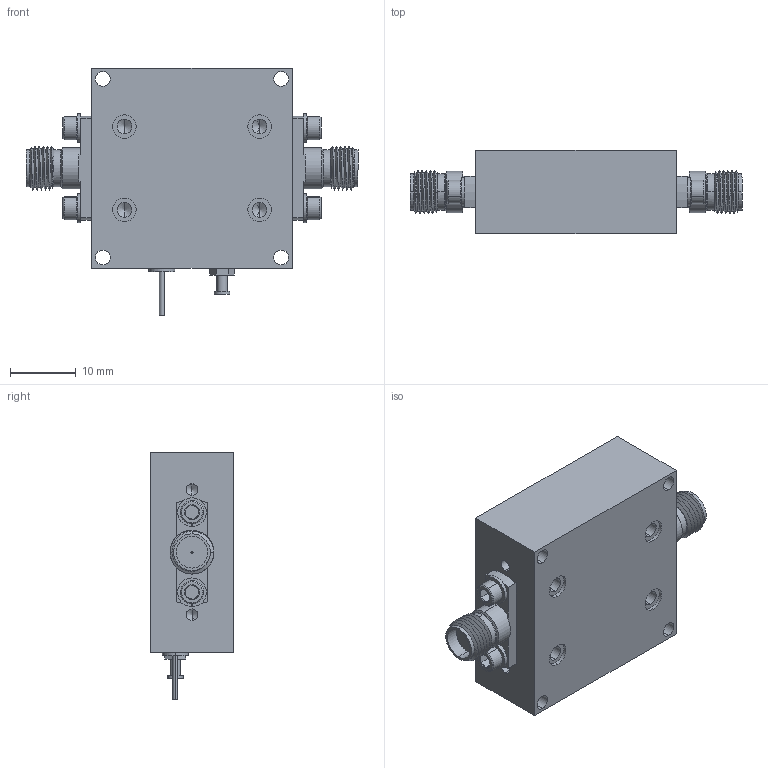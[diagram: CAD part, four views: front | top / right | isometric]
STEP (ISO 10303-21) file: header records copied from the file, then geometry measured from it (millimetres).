
FILE_DESCRIPTION (( 'STEP AP203' ), '1' );
FILE_NAME ('SBB-0522432617-KFKF-S1.STEP', '2018-10-31T17:11:12', ( '' ), ( '' ), 'SwSTEP 2.0', 'SolidWorks 2016', '' );
FILE_SCHEMA (( 'CONFIG_CONTROL_DESIGN' ));
Length unit declared in the file: inch
Products named in the file (1): SBB-0522432617-KFKF-S1
Bounding box: 50.55 x 12.7 x 37.72 mm (x, y, z)
Volume: 12195.8 mm3; surface area: 7986.8 mm2
Topology: 18 solids, 18 shells, 836 faces, 2199 edges, 1402 vertices
Faces by surface type: cylinder 470, plane 186, cone 150, bspline 26, torus 4
Entity records: 37513 total; most frequent: CARTESIAN_POINT 19041, ORIENTED_EDGE 4318, DIRECTION 3394, EDGE_CURVE 2159, VERTEX_POINT 1402, AXIS2_PLACEMENT_3D 1282, EDGE_LOOP 909, ADVANCED_FACE 836
